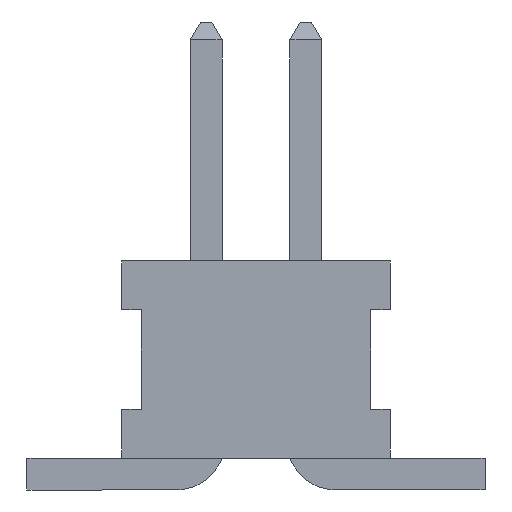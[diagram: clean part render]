
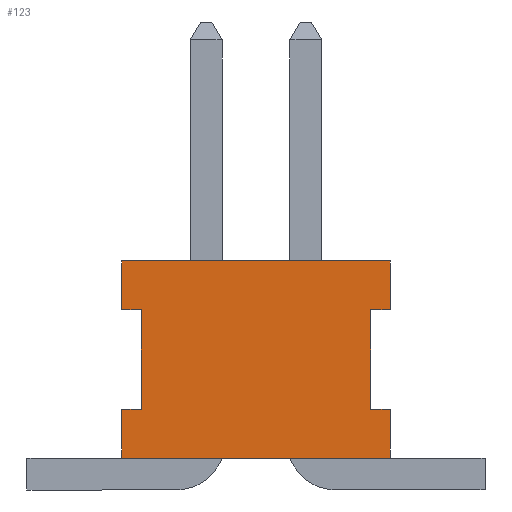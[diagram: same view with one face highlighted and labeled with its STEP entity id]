
A CAD part, left-side view. The second image highlights one B-rep face of the part: STEP entity #123.
In plain terms, the highlighted planar face has unit normal (-1, 0, 0).
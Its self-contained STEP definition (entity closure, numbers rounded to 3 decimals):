
#47 = EDGE_CURVE('',#48,#50,#52,.T.);
#48 = VERTEX_POINT('',#49);
#49 = CARTESIAN_POINT('',(-23.495,0.622,-1.715));
#50 = VERTEX_POINT('',#51);
#51 = CARTESIAN_POINT('',(-23.495,0.,-1.715));
#52 = LINE('',#53,#54);
#53 = CARTESIAN_POINT('',(-23.495,2.515,-1.715));
#54 = VECTOR('',#55,1.);
#55 = DIRECTION('',(0.,-1.,0.));
#98 = VERTEX_POINT('',#99);
#99 = CARTESIAN_POINT('',(-23.495,0.622,1.715));
#105 = EDGE_CURVE('',#98,#106,#108,.T.);
#106 = VERTEX_POINT('',#107);
#107 = CARTESIAN_POINT('',(-23.495,0.,1.715));
#108 = LINE('',#109,#110);
#109 = CARTESIAN_POINT('',(-23.495,2.515,1.715));
#110 = VECTOR('',#111,1.);
#111 = DIRECTION('',(0.,-1.,0.));
#123 = ADVANCED_FACE('',(#124),#204,.F.);
#124 = FACE_BOUND('',#125,.T.);
#125 = EDGE_LOOP('',(#126,#136,#142,#143,#149,#150,#158,#166,#174,#182,
    #190,#198));
#126 = ORIENTED_EDGE('',*,*,#127,.F.);
#127 = EDGE_CURVE('',#128,#130,#132,.T.);
#128 = VERTEX_POINT('',#129);
#129 = CARTESIAN_POINT('',(-23.495,0.622,-1.461));
#130 = VERTEX_POINT('',#131);
#131 = CARTESIAN_POINT('',(-23.495,1.892,-1.461));
#132 = LINE('',#133,#134);
#133 = CARTESIAN_POINT('',(-23.495,0.622,-1.461));
#134 = VECTOR('',#135,1.);
#135 = DIRECTION('',(0.,1.,0.));
#136 = ORIENTED_EDGE('',*,*,#137,.F.);
#137 = EDGE_CURVE('',#48,#128,#138,.T.);
#138 = LINE('',#139,#140);
#139 = CARTESIAN_POINT('',(-23.495,0.622,-1.715));
#140 = VECTOR('',#141,1.);
#141 = DIRECTION('',(0.,0.,1.));
#142 = ORIENTED_EDGE('',*,*,#47,.T.);
#143 = ORIENTED_EDGE('',*,*,#144,.T.);
#144 = EDGE_CURVE('',#50,#106,#145,.T.);
#145 = LINE('',#146,#147);
#146 = CARTESIAN_POINT('',(-23.495,0.,-1.715));
#147 = VECTOR('',#148,1.);
#148 = DIRECTION('',(0.,0.,1.));
#149 = ORIENTED_EDGE('',*,*,#105,.F.);
#150 = ORIENTED_EDGE('',*,*,#151,.F.);
#151 = EDGE_CURVE('',#152,#98,#154,.T.);
#152 = VERTEX_POINT('',#153);
#153 = CARTESIAN_POINT('',(-23.495,0.622,1.461));
#154 = LINE('',#155,#156);
#155 = CARTESIAN_POINT('',(-23.495,0.622,1.461));
#156 = VECTOR('',#157,1.);
#157 = DIRECTION('',(0.,0.,1.));
#158 = ORIENTED_EDGE('',*,*,#159,.F.);
#159 = EDGE_CURVE('',#160,#152,#162,.T.);
#160 = VERTEX_POINT('',#161);
#161 = CARTESIAN_POINT('',(-23.495,1.892,1.461));
#162 = LINE('',#163,#164);
#163 = CARTESIAN_POINT('',(-23.495,1.892,1.461));
#164 = VECTOR('',#165,1.);
#165 = DIRECTION('',(0.,-1.,0.));
#166 = ORIENTED_EDGE('',*,*,#167,.F.);
#167 = EDGE_CURVE('',#168,#160,#170,.T.);
#168 = VERTEX_POINT('',#169);
#169 = CARTESIAN_POINT('',(-23.495,1.892,1.715));
#170 = LINE('',#171,#172);
#171 = CARTESIAN_POINT('',(-23.495,1.892,1.715));
#172 = VECTOR('',#173,1.);
#173 = DIRECTION('',(0.,0.,-1.));
#174 = ORIENTED_EDGE('',*,*,#175,.F.);
#175 = EDGE_CURVE('',#176,#168,#178,.T.);
#176 = VERTEX_POINT('',#177);
#177 = CARTESIAN_POINT('',(-23.495,2.515,1.715));
#178 = LINE('',#179,#180);
#179 = CARTESIAN_POINT('',(-23.495,2.515,1.715));
#180 = VECTOR('',#181,1.);
#181 = DIRECTION('',(0.,-1.,0.));
#182 = ORIENTED_EDGE('',*,*,#183,.F.);
#183 = EDGE_CURVE('',#184,#176,#186,.T.);
#184 = VERTEX_POINT('',#185);
#185 = CARTESIAN_POINT('',(-23.495,2.515,-1.715));
#186 = LINE('',#187,#188);
#187 = CARTESIAN_POINT('',(-23.495,2.515,-1.715));
#188 = VECTOR('',#189,1.);
#189 = DIRECTION('',(0.,0.,1.));
#190 = ORIENTED_EDGE('',*,*,#191,.T.);
#191 = EDGE_CURVE('',#184,#192,#194,.T.);
#192 = VERTEX_POINT('',#193);
#193 = CARTESIAN_POINT('',(-23.495,1.892,-1.715));
#194 = LINE('',#195,#196);
#195 = CARTESIAN_POINT('',(-23.495,2.515,-1.715));
#196 = VECTOR('',#197,1.);
#197 = DIRECTION('',(0.,-1.,0.));
#198 = ORIENTED_EDGE('',*,*,#199,.F.);
#199 = EDGE_CURVE('',#130,#192,#200,.T.);
#200 = LINE('',#201,#202);
#201 = CARTESIAN_POINT('',(-23.495,1.892,-1.461));
#202 = VECTOR('',#203,1.);
#203 = DIRECTION('',(0.,0.,-1.));
#204 = PLANE('',#205);
#205 = AXIS2_PLACEMENT_3D('',#206,#207,#208);
#206 = CARTESIAN_POINT('',(-23.495,2.515,-1.715));
#207 = DIRECTION('',(1.,0.,0.));
#208 = DIRECTION('',(0.,0.,-1.));
